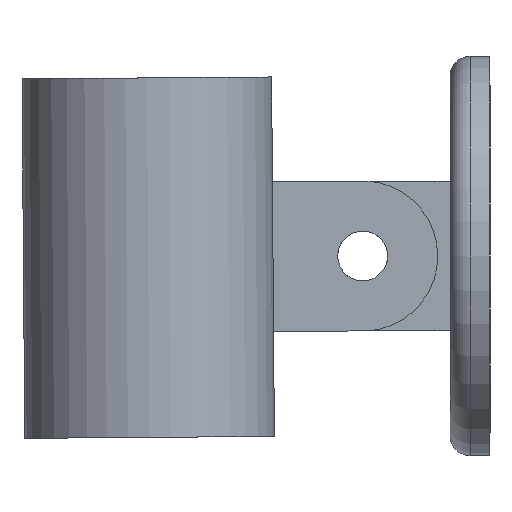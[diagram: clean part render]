
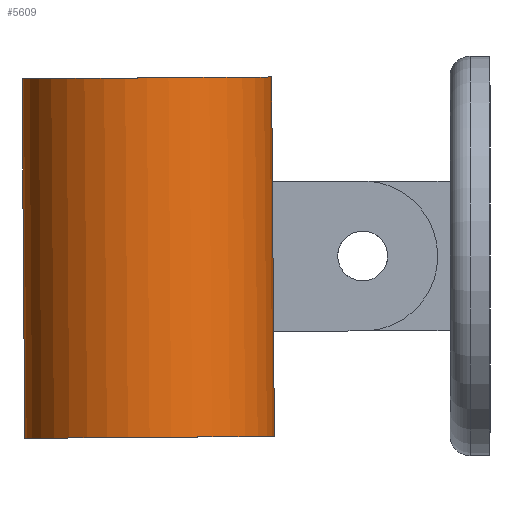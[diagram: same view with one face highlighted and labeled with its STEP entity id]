
A CAD part, left-side view. The second image highlights one B-rep face of the part: STEP entity #5609.
In plain terms, the highlighted cylindrical face has radius 12.5 mm (diameter 25 mm), a partial arc.
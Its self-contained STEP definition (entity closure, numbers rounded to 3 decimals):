
#150 = EDGE_CURVE ( 'NONE', #1110, #1203, #1448, .T. ) ;
#152 = EDGE_CURVE ( 'NONE', #1198, #1203, #1452, .T. ) ;
#153 = EDGE_CURVE ( 'NONE', #1208, #1198, #1454, .T. ) ;
#154 = EDGE_CURVE ( 'NONE', #1208, #1110, #1450, .T. ) ;
#460 = AXIS2_PLACEMENT_3D ( 'NONE', #2511, #2512, #2513 ) ;
#461 = AXIS2_PLACEMENT_3D ( 'NONE', #2516, #2517, #2518 ) ;
#636 = AXIS2_PLACEMENT_3D ( 'NONE', #5576, #5575, #5568 ) ;
#889 = EDGE_LOOP ( 'NONE', ( #6419, #6420, #6421, #6422 ) ) ;
#1110 = VERTEX_POINT ( 'NONE', #5427 ) ;
#1198 = VERTEX_POINT ( 'NONE', #5515 ) ;
#1203 = VERTEX_POINT ( 'NONE', #5520 ) ;
#1208 = VERTEX_POINT ( 'NONE', #5525 ) ;
#1448 = LINE ( 'NONE', #2506, #1451 ) ;
#1450 = CIRCLE ( 'NONE', #461, 12.5 ) ;
#1451 = VECTOR ( 'NONE', #2508, 1000. ) ;
#1452 = CIRCLE ( 'NONE', #460, 12.5 ) ;
#1454 = LINE ( 'NONE', #2507, #1456 ) ;
#1456 = VECTOR ( 'NONE', #2485, 1000. ) ;
#1991 = FACE_OUTER_BOUND ( 'NONE', #889, .T. ) ;
#1995 = CYLINDRICAL_SURFACE ( 'NONE', #636, 12.5 ) ;
#2485 = DIRECTION ( 'NONE',  ( 0., 0., 1. ) ) ;
#2506 = CARTESIAN_POINT ( 'NONE',  ( -77.5, -12.5, -36. ) ) ;
#2507 = CARTESIAN_POINT ( 'NONE',  ( -77.5, 12.5, -36. ) ) ;
#2508 = DIRECTION ( 'NONE',  ( 0., 0., 1. ) ) ;
#2511 = CARTESIAN_POINT ( 'NONE',  ( -77.5, 0., 0. ) ) ;
#2512 = DIRECTION ( 'NONE',  ( 0., 0., 1. ) ) ;
#2513 = DIRECTION ( 'NONE',  ( 1., 0., 0. ) ) ;
#2516 = CARTESIAN_POINT ( 'NONE',  ( -77.5, 0., -36. ) ) ;
#2517 = DIRECTION ( 'NONE',  ( 0., 0., 1. ) ) ;
#2518 = DIRECTION ( 'NONE',  ( 1., 0., 0. ) ) ;
#5427 = CARTESIAN_POINT ( 'NONE',  ( -77.5, -12.5, -36. ) ) ;
#5515 = CARTESIAN_POINT ( 'NONE',  ( -77.5, 12.5, 0. ) ) ;
#5520 = CARTESIAN_POINT ( 'NONE',  ( -77.5, -12.5, 0. ) ) ;
#5525 = CARTESIAN_POINT ( 'NONE',  ( -77.5, 12.5, -36. ) ) ;
#5568 = DIRECTION ( 'NONE',  ( 1., 0., 0. ) ) ;
#5575 = DIRECTION ( 'NONE',  ( 0., 0., 1. ) ) ;
#5576 = CARTESIAN_POINT ( 'NONE',  ( -77.5, 0., -36. ) ) ;
#5609 = ADVANCED_FACE ( 'NONE', ( #1991 ), #1995, .T. ) ;
#6419 = ORIENTED_EDGE ( 'NONE', *, *, #152, .F. ) ;
#6420 = ORIENTED_EDGE ( 'NONE', *, *, #153, .F. ) ;
#6421 = ORIENTED_EDGE ( 'NONE', *, *, #154, .T. ) ;
#6422 = ORIENTED_EDGE ( 'NONE', *, *, #150, .T. ) ;
